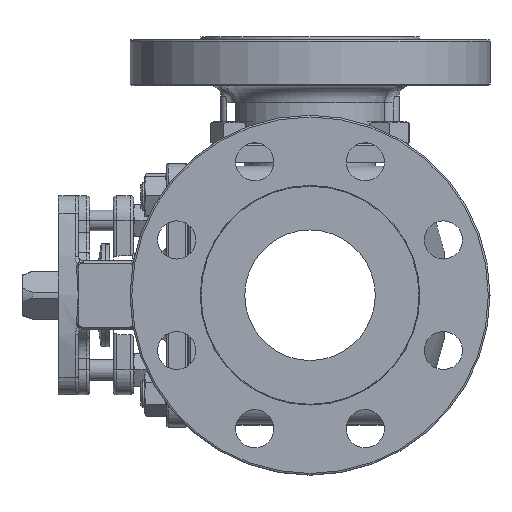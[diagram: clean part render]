
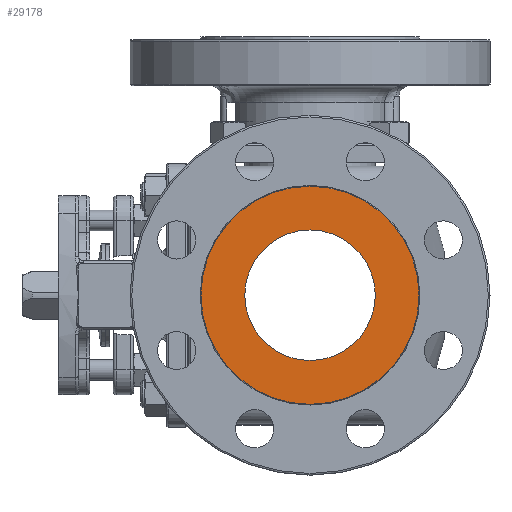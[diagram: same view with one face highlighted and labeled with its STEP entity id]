
A CAD part, left-side view. The second image highlights one B-rep face of the part: STEP entity #29178.
In plain terms, the highlighted planar face has unit normal (-1, 0, 0).
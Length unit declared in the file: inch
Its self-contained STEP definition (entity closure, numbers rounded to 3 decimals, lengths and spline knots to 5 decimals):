
#1601 = DIRECTION ( 'NONE',  ( 0., 1., 0. ) ) ;
#3610 = EDGE_LOOP ( 'NONE', ( #21298, #24154 ) ) ;
#3688 = CIRCLE ( 'NONE', #44036, 2.5 ) ;
#5714 = VERTEX_POINT ( 'NONE', #25568 ) ;
#7320 = CIRCLE ( 'NONE', #52264, 1.49606 ) ;
#7625 = DIRECTION ( 'NONE',  ( -1., 0., 0. ) ) ;
#9575 = DIRECTION ( 'NONE',  ( 0., 1., 0. ) ) ;
#9868 = CARTESIAN_POINT ( 'NONE',  ( -5.925, 2.5, 0. ) ) ;
#14296 = ORIENTED_EDGE ( 'NONE', *, *, #55447, .T. ) ;
#15822 = DIRECTION ( 'NONE',  ( 1., 0., 0. ) ) ;
#18748 = CARTESIAN_POINT ( 'NONE',  ( -5.925, 0., 0. ) ) ;
#19357 = CARTESIAN_POINT ( 'NONE',  ( -5.925, 0., 0. ) ) ;
#19700 = AXIS2_PLACEMENT_3D ( 'NONE', #48607, #31302, #9575 ) ;
#21298 = ORIENTED_EDGE ( 'NONE', *, *, #42251, .T. ) ;
#22151 = FACE_OUTER_BOUND ( 'NONE', #3610, .T. ) ;
#24154 = ORIENTED_EDGE ( 'NONE', *, *, #47481, .T. ) ;
#24372 = CARTESIAN_POINT ( 'NONE',  ( -5.925, 0., 0. ) ) ;
#25039 = CARTESIAN_POINT ( 'NONE',  ( -5.925, 0., 0. ) ) ;
#25568 = CARTESIAN_POINT ( 'NONE',  ( -5.925, 0., -1.49606 ) ) ;
#26410 = AXIS2_PLACEMENT_3D ( 'NONE', #25039, #7625, #30498 ) ;
#26429 = PLANE ( 'NONE',  #19700 ) ;
#29178 = ADVANCED_FACE ( 'NONE', ( #39082, #22151 ), #26429, .T. ) ;
#30498 = DIRECTION ( 'NONE',  ( 0., 1., 0. ) ) ;
#31302 = DIRECTION ( 'NONE',  ( -1., 0., 0. ) ) ;
#32797 = VERTEX_POINT ( 'NONE', #9868 ) ;
#35780 = CARTESIAN_POINT ( 'NONE',  ( -5.925, 0., 1.49606 ) ) ;
#36237 = DIRECTION ( 'NONE',  ( 1., 0., 0. ) ) ;
#38012 = EDGE_LOOP ( 'NONE', ( #47037, #14296 ) ) ;
#39082 = FACE_BOUND ( 'NONE', #38012, .T. ) ;
#40257 = CARTESIAN_POINT ( 'NONE',  ( -5.925, -2.5, 0. ) ) ;
#41149 = DIRECTION ( 'NONE',  ( -1., 0., 0. ) ) ;
#42251 = EDGE_CURVE ( 'NONE', #32797, #49320, #3688, .T. ) ;
#42660 = VERTEX_POINT ( 'NONE', #35780 ) ;
#44036 = AXIS2_PLACEMENT_3D ( 'NONE', #19357, #41149, #1601 ) ;
#45385 = CIRCLE ( 'NONE', #48189, 1.49606 ) ;
#47037 = ORIENTED_EDGE ( 'NONE', *, *, #51129, .T. ) ;
#47481 = EDGE_CURVE ( 'NONE', #49320, #32797, #52149, .T. ) ;
#48189 = AXIS2_PLACEMENT_3D ( 'NONE', #18748, #36237, #54426 ) ;
#48607 = CARTESIAN_POINT ( 'NONE',  ( -5.925, 0., 0. ) ) ;
#49320 = VERTEX_POINT ( 'NONE', #40257 ) ;
#51129 = EDGE_CURVE ( 'NONE', #5714, #42660, #45385, .T. ) ;
#52149 = CIRCLE ( 'NONE', #26410, 2.5 ) ;
#52264 = AXIS2_PLACEMENT_3D ( 'NONE', #24372, #15822, #56025 ) ;
#54426 = DIRECTION ( 'NONE',  ( 0., 0., -1. ) ) ;
#55447 = EDGE_CURVE ( 'NONE', #42660, #5714, #7320, .T. ) ;
#56025 = DIRECTION ( 'NONE',  ( 0., 0., -1. ) ) ;
